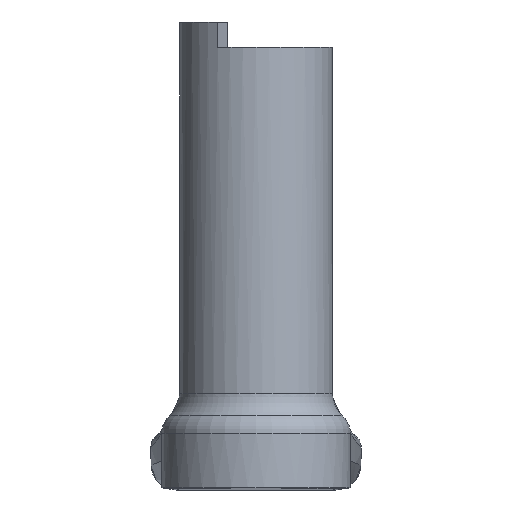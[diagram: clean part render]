
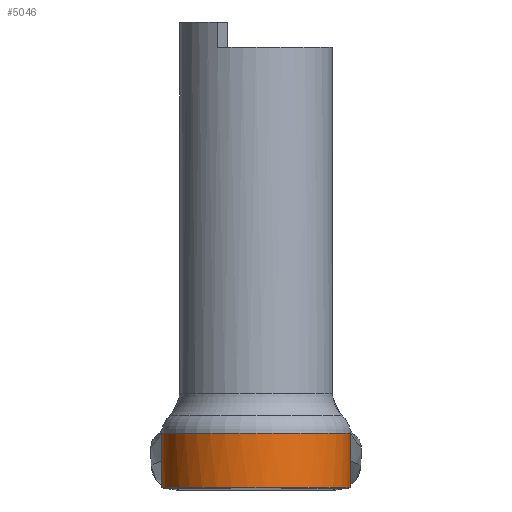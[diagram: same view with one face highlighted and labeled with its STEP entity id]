
A CAD part, top view. The second image highlights one B-rep face of the part: STEP entity #5046.
In plain terms, the highlighted cylindrical face has radius 11.25 mm (diameter 22.5 mm), a partial arc.
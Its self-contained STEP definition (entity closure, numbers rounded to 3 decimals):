
#395=FACE_OUTER_BOUND('',#678,.T.);
#678=EDGE_LOOP('',(#4354,#4355,#4356,#4357,#4358,#4359,#4360,#4361));
#794=CIRCLE('',#5324,11.25);
#805=CIRCLE('',#5337,11.25);
#1130=B_SPLINE_CURVE_WITH_KNOTS('',3,(#13715,#13716,#13717,#13718,#13719,
#13720,#13721,#13722),.UNSPECIFIED.,.F.,.F.,(4,1,1,2,4),(-1.004,
-1.,-0.741,-0.482,-0.237),
 .UNSPECIFIED.);
#1277=B_SPLINE_CURVE_WITH_KNOTS('',3,(#22266,#22267,#22268,#22269),
 .UNSPECIFIED.,.F.,.F.,(4,4),(0.,0.102),
 .UNSPECIFIED.);
#1279=B_SPLINE_CURVE_WITH_KNOTS('',3,(#22290,#22291,#22292,#22293),
 .UNSPECIFIED.,.F.,.F.,(4,4),(0.,0.102),
 .UNSPECIFIED.);
#1289=B_SPLINE_CURVE_WITH_KNOTS('',3,(#22533,#22534,#22535,#22536,#22537,
#22538,#22539,#22540),.UNSPECIFIED.,.F.,.F.,(4,2,1,1,4),(-1.358,
-1.112,-0.854,-0.595,-0.591),
 .UNSPECIFIED.);
#1514=LINE('',#10860,#1672);
#1517=LINE('',#11455,#1675);
#1672=VECTOR('',#5787,10.);
#1675=VECTOR('',#5796,10.);
#2003=VERTEX_POINT('',#10857);
#2004=VERTEX_POINT('',#10859);
#2022=VERTEX_POINT('',#11443);
#2023=VERTEX_POINT('',#11454);
#2039=VERTEX_POINT('',#13710);
#2149=VERTEX_POINT('',#22132);
#2152=VERTEX_POINT('',#22145);
#2153=VERTEX_POINT('',#22147);
#2653=EDGE_CURVE('',#2004,#2003,#1514,.T.);
#2676=EDGE_CURVE('',#2023,#2022,#1517,.T.);
#2707=EDGE_CURVE('',#2039,#2022,#1130,.T.);
#2907=EDGE_CURVE('',#2152,#2153,#794,.T.);
#2915=EDGE_CURVE('',#2153,#2039,#1277,.T.);
#2917=EDGE_CURVE('',#2149,#2152,#1279,.T.);
#2933=EDGE_CURVE('',#2004,#2149,#1289,.T.);
#2936=EDGE_CURVE('',#2003,#2023,#805,.T.);
#4354=ORIENTED_EDGE('',*,*,#2653,.T.);
#4355=ORIENTED_EDGE('',*,*,#2936,.T.);
#4356=ORIENTED_EDGE('',*,*,#2676,.T.);
#4357=ORIENTED_EDGE('',*,*,#2707,.F.);
#4358=ORIENTED_EDGE('',*,*,#2915,.F.);
#4359=ORIENTED_EDGE('',*,*,#2907,.F.);
#4360=ORIENTED_EDGE('',*,*,#2917,.F.);
#4361=ORIENTED_EDGE('',*,*,#2933,.F.);
#4806=CYLINDRICAL_SURFACE('',#5336,11.25);
#5046=ADVANCED_FACE('',(#395),#4806,.T.);
#5324=AXIS2_PLACEMENT_3D('',#22148,#5953,#5954);
#5336=AXIS2_PLACEMENT_3D('',#22555,#5977,#5978);
#5337=AXIS2_PLACEMENT_3D('',#22556,#5979,#5980);
#5787=DIRECTION('',(0.,-1.,0.));
#5796=DIRECTION('',(0.,1.,0.));
#5953=DIRECTION('center_axis',(0.,1.,0.));
#5954=DIRECTION('ref_axis',(0.,0.,1.));
#5977=DIRECTION('center_axis',(0.,1.,0.));
#5978=DIRECTION('ref_axis',(0.,0.,1.));
#5979=DIRECTION('center_axis',(0.,1.,0.));
#5980=DIRECTION('ref_axis',(1.,0.,0.));
#10857=CARTESIAN_POINT('',(40.,-50.1,136.157));
#10859=CARTESIAN_POINT('',(40.,-46.82,136.157));
#10860=CARTESIAN_POINT('',(40.,-46.1,136.157));
#11443=CARTESIAN_POINT('',(46.,-46.82,136.157));
#11454=CARTESIAN_POINT('',(46.,-50.1,136.157));
#11455=CARTESIAN_POINT('',(46.,-46.1,136.157));
#13710=CARTESIAN_POINT('',(49.756,-43.434,138.005));
#13715=CARTESIAN_POINT('Ctrl Pts',(49.755,-43.434,138.004));
#13716=CARTESIAN_POINT('Ctrl Pts',(49.75,-43.443,138.001));
#13717=CARTESIAN_POINT('Ctrl Pts',(49.437,-44.056,137.766));
#13718=CARTESIAN_POINT('Ctrl Pts',(48.71,-45.093,137.273));
#13719=CARTESIAN_POINT('Ctrl Pts',(47.843,-45.846,136.835));
#13720=CARTESIAN_POINT('Ctrl Pts',(46.948,-46.443,136.454));
#13721=CARTESIAN_POINT('Ctrl Pts',(46.482,-46.67,136.292));
#13722=CARTESIAN_POINT('Ctrl Pts',(45.999,-46.818,136.158));
#22132=CARTESIAN_POINT('',(36.244,-43.434,138.005));
#22145=CARTESIAN_POINT('',(35.229,-43.611,138.865));
#22147=CARTESIAN_POINT('',(50.771,-43.611,138.865));
#22148=CARTESIAN_POINT('Origin',(43.,-43.611,147.));
#22266=CARTESIAN_POINT('Ctrl Pts',(50.771,-43.611,138.865));
#22267=CARTESIAN_POINT('Ctrl Pts',(50.443,-43.611,138.552));
#22268=CARTESIAN_POINT('Ctrl Pts',(50.095,-43.553,138.259));
#22269=CARTESIAN_POINT('Ctrl Pts',(49.756,-43.434,138.005));
#22290=CARTESIAN_POINT('Ctrl Pts',(36.244,-43.434,138.005));
#22291=CARTESIAN_POINT('Ctrl Pts',(35.905,-43.553,138.259));
#22292=CARTESIAN_POINT('Ctrl Pts',(35.557,-43.611,138.552));
#22293=CARTESIAN_POINT('Ctrl Pts',(35.229,-43.611,138.865));
#22533=CARTESIAN_POINT('Ctrl Pts',(40.001,-46.818,136.158));
#22534=CARTESIAN_POINT('Ctrl Pts',(39.518,-46.67,136.292));
#22535=CARTESIAN_POINT('Ctrl Pts',(39.052,-46.443,136.454));
#22536=CARTESIAN_POINT('Ctrl Pts',(38.157,-45.846,136.835));
#22537=CARTESIAN_POINT('Ctrl Pts',(37.29,-45.093,137.273));
#22538=CARTESIAN_POINT('Ctrl Pts',(36.563,-44.056,137.766));
#22539=CARTESIAN_POINT('Ctrl Pts',(36.25,-43.443,138.001));
#22540=CARTESIAN_POINT('Ctrl Pts',(36.245,-43.434,138.004));
#22555=CARTESIAN_POINT('Origin',(43.,-46.1,147.));
#22556=CARTESIAN_POINT('Origin',(43.,-50.1,147.));
